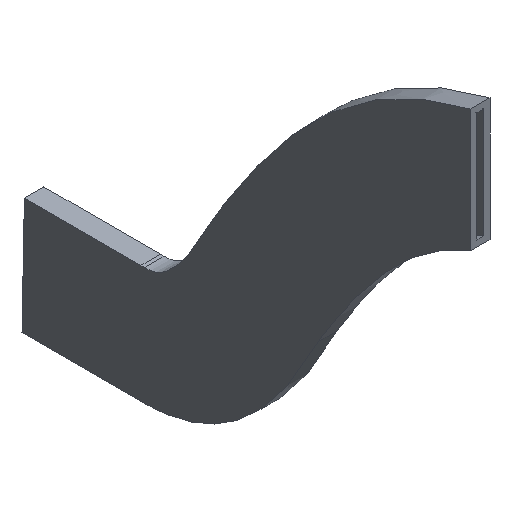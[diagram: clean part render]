
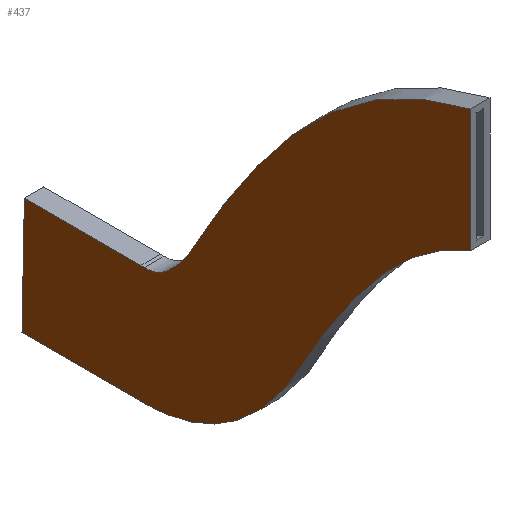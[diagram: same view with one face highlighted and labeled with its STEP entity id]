
A CAD part, isometric view. The second image highlights one B-rep face of the part: STEP entity #437.
In plain terms, the highlighted planar face has unit normal (-1, 0, 0).
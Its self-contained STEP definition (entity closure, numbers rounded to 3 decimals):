
#40=B_SPLINE_CURVE_WITH_KNOTS('',3,(#647,#648,#649,#650),.UNSPECIFIED.,
 .F.,.F.,(4,4),(1.,1.057),.UNSPECIFIED.);
#47=B_SPLINE_CURVE_WITH_KNOTS('',3,(#717,#718,#719,#720),.UNSPECIFIED.,
 .F.,.F.,(4,4),(1.,1.024),.UNSPECIFIED.);
#58=B_SPLINE_CURVE_WITH_KNOTS('',3,(#933,#934,#935,#936,#937,#938,#939,
#940,#941),.UNSPECIFIED.,.F.,.F.,(4,1,1,1,1,1,4),(0.,0.281,
0.422,0.563,0.703,0.844,
0.985),.UNSPECIFIED.);
#60=B_SPLINE_CURVE_WITH_KNOTS('',3,(#991,#992,#993,#994,#995,#996,#997,
#998,#999,#1000),.UNSPECIFIED.,.F.,.F.,(4,1,1,1,1,1,1,4),(0.,0.143,
0.286,0.429,0.571,0.714,
0.857,1.),.UNSPECIFIED.);
#64=B_SPLINE_CURVE_WITH_KNOTS('',3,(#1112,#1113,#1114,#1115,#1116,#1117,
#1118,#1119,#1120),.UNSPECIFIED.,.F.,.F.,(4,1,1,1,1,1,4),(0.,0.143,
0.286,0.429,0.571,0.857,
1.),.UNSPECIFIED.);
#65=B_SPLINE_CURVE_WITH_KNOTS('',3,(#1122,#1123,#1124,#1125,#1126,#1127,
#1128,#1129,#1130),.UNSPECIFIED.,.F.,.F.,(4,1,1,1,1,1,4),(0.,0.134,
0.402,0.536,0.671,0.805,
0.939),.UNSPECIFIED.);
#85=FACE_OUTER_BOUND('',#108,.T.);
#108=EDGE_LOOP('',(#365,#366,#367,#368,#369,#370,#371,#372,#373,#374));
#122=LINE('',#548,#148);
#130=LINE('',#781,#156);
#135=LINE('',#1111,#161);
#136=LINE('',#1121,#162);
#148=VECTOR('',#481,10.);
#156=VECTOR('',#497,10.);
#161=VECTOR('',#506,10.);
#162=VECTOR('',#507,10.);
#175=VERTEX_POINT('',#540);
#176=VERTEX_POINT('',#547);
#187=VERTEX_POINT('',#630);
#189=VERTEX_POINT('',#640);
#193=VERTEX_POINT('',#700);
#195=VERTEX_POINT('',#710);
#201=VERTEX_POINT('',#774);
#204=VERTEX_POINT('',#926);
#207=VERTEX_POINT('',#1109);
#208=VERTEX_POINT('',#1110);
#220=EDGE_CURVE('',#175,#176,#122,.T.);
#235=EDGE_CURVE('',#187,#189,#40,.T.);
#242=EDGE_CURVE('',#193,#195,#47,.T.);
#252=EDGE_CURVE('',#195,#201,#130,.T.);
#257=EDGE_CURVE('',#204,#175,#58,.T.);
#259=EDGE_CURVE('',#189,#193,#60,.T.);
#267=EDGE_CURVE('',#207,#208,#135,.T.);
#268=EDGE_CURVE('',#207,#187,#64,.T.);
#269=EDGE_CURVE('',#176,#201,#136,.T.);
#270=EDGE_CURVE('',#208,#204,#65,.T.);
#365=ORIENTED_EDGE('',*,*,#267,.F.);
#366=ORIENTED_EDGE('',*,*,#268,.T.);
#367=ORIENTED_EDGE('',*,*,#235,.T.);
#368=ORIENTED_EDGE('',*,*,#259,.T.);
#369=ORIENTED_EDGE('',*,*,#242,.T.);
#370=ORIENTED_EDGE('',*,*,#252,.T.);
#371=ORIENTED_EDGE('',*,*,#269,.F.);
#372=ORIENTED_EDGE('',*,*,#220,.F.);
#373=ORIENTED_EDGE('',*,*,#257,.F.);
#374=ORIENTED_EDGE('',*,*,#270,.F.);
#416=PLANE('',#464);
#437=ADVANCED_FACE('',(#85),#416,.T.);
#464=AXIS2_PLACEMENT_3D('',#1108,#504,#505);
#481=DIRECTION('',(0.,1.,0.));
#497=DIRECTION('',(0.,1.,0.));
#504=DIRECTION('center_axis',(-1.,0.,0.));
#505=DIRECTION('ref_axis',(0.,0.,1.));
#506=DIRECTION('',(0.,0.,-1.));
#507=DIRECTION('',(0.,-0.02,1.));
#540=CARTESIAN_POINT('',(0.,105.374,-93.647));
#547=CARTESIAN_POINT('',(0.,142.374,-93.647));
#548=CARTESIAN_POINT('',(0.,105.374,-93.647));
#630=CARTESIAN_POINT('',(0.,78.117,-26.084));
#640=CARTESIAN_POINT('',(0.,81.345,-31.498));
#647=CARTESIAN_POINT('Ctrl Pts',(0.,78.117,-26.084));
#648=CARTESIAN_POINT('Ctrl Pts',(0.,79.193,-27.889));
#649=CARTESIAN_POINT('Ctrl Pts',(0.,80.269,-29.693));
#650=CARTESIAN_POINT('Ctrl Pts',(0.,81.345,-31.498));
#700=CARTESIAN_POINT('',(0.,103.477,-56.347));
#710=CARTESIAN_POINT('',(0.,104.625,-56.301));
#717=CARTESIAN_POINT('Ctrl Pts',(0.,103.477,-56.347));
#718=CARTESIAN_POINT('Ctrl Pts',(0.,103.86,-56.331));
#719=CARTESIAN_POINT('Ctrl Pts',(0.,104.242,-56.316));
#720=CARTESIAN_POINT('Ctrl Pts',(0.,104.625,-56.301));
#774=CARTESIAN_POINT('',(0.,141.625,-56.301));
#781=CARTESIAN_POINT('',(0.,104.625,-56.301));
#926=CARTESIAN_POINT('',(0.,48.481,-49.295));
#933=CARTESIAN_POINT('Ctrl Pts',(0.,48.481,-49.295));
#934=CARTESIAN_POINT('Ctrl Pts',(0.,51.974,-56.36));
#935=CARTESIAN_POINT('Ctrl Pts',(0.,57.542,-66.043));
#936=CARTESIAN_POINT('Ctrl Pts',(0.,66.603,-77.265));
#937=CARTESIAN_POINT('Ctrl Pts',(0.,74.753,-84.639));
#938=CARTESIAN_POINT('Ctrl Pts',(0.,84.44,-90.231));
#939=CARTESIAN_POINT('Ctrl Pts',(0.,94.903,-93.304));
#940=CARTESIAN_POINT('Ctrl Pts',(0.,101.903,-93.761));
#941=CARTESIAN_POINT('Ctrl Pts',(0.,105.374,-93.647));
#991=CARTESIAN_POINT('Ctrl Pts',(0.,81.345,-31.498));
#992=CARTESIAN_POINT('Ctrl Pts',(0.,82.736,-34.379));
#993=CARTESIAN_POINT('Ctrl Pts',(0.,85.542,-39.727));
#994=CARTESIAN_POINT('Ctrl Pts',(0.,89.673,-46.298));
#995=CARTESIAN_POINT('Ctrl Pts',(0.,93.472,-51.101));
#996=CARTESIAN_POINT('Ctrl Pts',(0.,96.493,-53.915));
#997=CARTESIAN_POINT('Ctrl Pts',(0.,98.624,-55.287));
#998=CARTESIAN_POINT('Ctrl Pts',(0.,100.687,-56.094));
#999=CARTESIAN_POINT('Ctrl Pts',(0.,102.464,-56.335));
#1000=CARTESIAN_POINT('Ctrl Pts',(0.,103.477,-56.347));
#1108=CARTESIAN_POINT('Origin',(0.,0.,0.));
#1109=CARTESIAN_POINT('',(0.,0.,39.));
#1110=CARTESIAN_POINT('',(0.,0.,0.));
#1111=CARTESIAN_POINT('',(0.,0.,39.));
#1112=CARTESIAN_POINT('Ctrl Pts',(0.,0.,39.));
#1113=CARTESIAN_POINT('Ctrl Pts',(0.,4.36,37.968));
#1114=CARTESIAN_POINT('Ctrl Pts',(0.,12.964,35.316));
#1115=CARTESIAN_POINT('Ctrl Pts',(0.,25.57,29.492));
#1116=CARTESIAN_POINT('Ctrl Pts',(0.,37.734,21.658));
#1117=CARTESIAN_POINT('Ctrl Pts',(0.,52.849,8.601));
#1118=CARTESIAN_POINT('Ctrl Pts',(0.,66.039,-7.523));
#1119=CARTESIAN_POINT('Ctrl Pts',(0.,75.146,-21.294));
#1120=CARTESIAN_POINT('Ctrl Pts',(0.,78.117,-26.084));
#1121=CARTESIAN_POINT('',(0.,141.731,-61.586));
#1122=CARTESIAN_POINT('Ctrl Pts',(0.,0.,0.));
#1123=CARTESIAN_POINT('Ctrl Pts',(0.,2.461,-0.969));
#1124=CARTESIAN_POINT('Ctrl Pts',(0.,9.746,-4.364));
#1125=CARTESIAN_POINT('Ctrl Pts',(0.,18.731,-10.807));
#1126=CARTESIAN_POINT('Ctrl Pts',(0.,27.605,-19.878));
#1127=CARTESIAN_POINT('Ctrl Pts',(0.,34.479,-28.226));
#1128=CARTESIAN_POINT('Ctrl Pts',(0.,41.477,-38.026));
#1129=CARTESIAN_POINT('Ctrl Pts',(0.,46.156,-45.413));
#1130=CARTESIAN_POINT('Ctrl Pts',(0.,48.481,-49.295));
